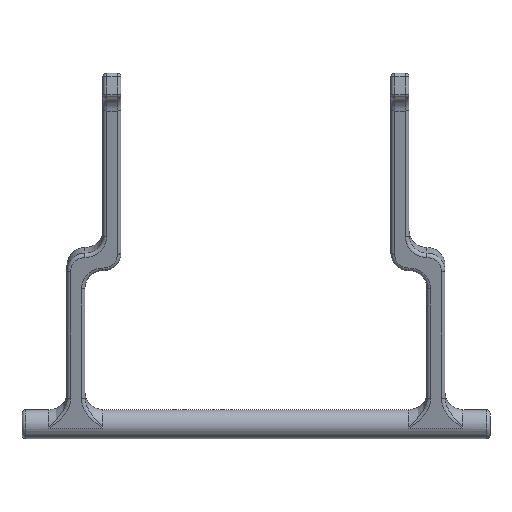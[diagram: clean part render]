
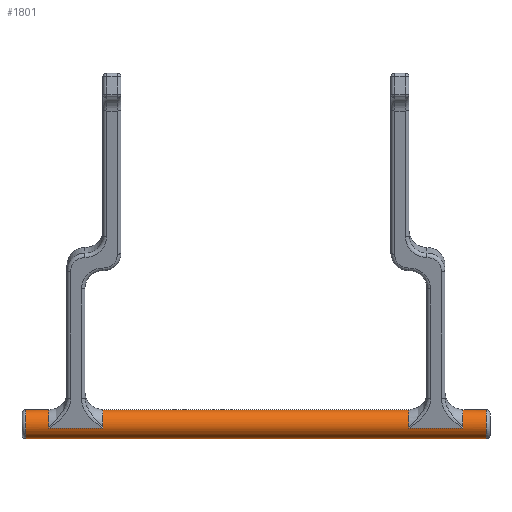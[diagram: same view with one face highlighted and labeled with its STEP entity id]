
A CAD part, left-side view. The second image highlights one B-rep face of the part: STEP entity #1801.
In plain terms, the highlighted cylindrical face has radius 4 mm (diameter 8 mm), a full revolution.
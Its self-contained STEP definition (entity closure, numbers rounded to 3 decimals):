
#153=CIRCLE('',#2003,4.);
#154=CIRCLE('',#2004,4.);
#155=CIRCLE('',#2006,4.);
#156=CIRCLE('',#2007,4.);
#157=CIRCLE('',#2008,4.);
#158=CIRCLE('',#2009,4.);
#159=CIRCLE('',#2010,4.);
#160=CIRCLE('',#2011,4.);
#161=CIRCLE('',#2012,4.);
#162=CIRCLE('',#2013,4.);
#163=CIRCLE('',#2014,4.);
#164=CIRCLE('',#2015,4.);
#255=CYLINDRICAL_SURFACE('',#2005,4.);
#335=FACE_OUTER_BOUND('',#457,.T.);
#457=EDGE_LOOP('',(#1396,#1397,#1398,#1399,#1400,#1401,#1402,#1403,#1404,
#1405,#1406,#1407,#1408,#1409,#1410,#1411,#1412,#1413,#1414,#1415,#1416,
#1417));
#582=LINE('',#3368,#690);
#583=LINE('',#3380,#691);
#584=LINE('',#3384,#692);
#585=LINE('',#3388,#693);
#586=LINE('',#3393,#694);
#587=LINE('',#3398,#695);
#588=LINE('',#3403,#696);
#690=VECTOR('',#2433,10.);
#691=VECTOR('',#2448,4.);
#692=VECTOR('',#2451,10.);
#693=VECTOR('',#2454,4.);
#694=VECTOR('',#2459,4.);
#695=VECTOR('',#2466,10.);
#696=VECTOR('',#2471,10.);
#779=VERTEX_POINT('',#2944);
#795=VERTEX_POINT('',#3072);
#811=VERTEX_POINT('',#3206);
#814=VERTEX_POINT('',#3297);
#826=VERTEX_POINT('',#3373);
#827=VERTEX_POINT('',#3375);
#828=VERTEX_POINT('',#3379);
#829=VERTEX_POINT('',#3381);
#830=VERTEX_POINT('',#3383);
#831=VERTEX_POINT('',#3385);
#832=VERTEX_POINT('',#3387);
#833=VERTEX_POINT('',#3390);
#834=VERTEX_POINT('',#3392);
#835=VERTEX_POINT('',#3394);
#836=VERTEX_POINT('',#3400);
#837=VERTEX_POINT('',#3402);
#1031=EDGE_CURVE('',#814,#779,#582,.T.);
#1034=EDGE_CURVE('',#826,#827,#153,.T.);
#1035=EDGE_CURVE('',#827,#826,#154,.T.);
#1036=EDGE_CURVE('',#827,#828,#583,.T.);
#1037=EDGE_CURVE('',#829,#828,#155,.T.);
#1038=EDGE_CURVE('',#829,#830,#584,.T.);
#1039=EDGE_CURVE('',#831,#830,#156,.T.);
#1040=EDGE_CURVE('',#831,#832,#585,.T.);
#1041=EDGE_CURVE('',#779,#832,#157,.T.);
#1042=EDGE_CURVE('',#833,#814,#158,.T.);
#1043=EDGE_CURVE('',#833,#834,#586,.T.);
#1044=EDGE_CURVE('',#835,#834,#159,.T.);
#1045=EDGE_CURVE('',#834,#835,#160,.T.);
#1046=EDGE_CURVE('',#795,#833,#161,.T.);
#1047=EDGE_CURVE('',#795,#811,#587,.T.);
#1048=EDGE_CURVE('',#832,#811,#162,.T.);
#1049=EDGE_CURVE('',#836,#831,#163,.T.);
#1050=EDGE_CURVE('',#837,#836,#588,.T.);
#1051=EDGE_CURVE('',#828,#837,#164,.T.);
#1396=ORIENTED_EDGE('',*,*,#1035,.F.);
#1397=ORIENTED_EDGE('',*,*,#1036,.T.);
#1398=ORIENTED_EDGE('',*,*,#1037,.F.);
#1399=ORIENTED_EDGE('',*,*,#1038,.T.);
#1400=ORIENTED_EDGE('',*,*,#1039,.F.);
#1401=ORIENTED_EDGE('',*,*,#1040,.T.);
#1402=ORIENTED_EDGE('',*,*,#1041,.F.);
#1403=ORIENTED_EDGE('',*,*,#1031,.F.);
#1404=ORIENTED_EDGE('',*,*,#1042,.F.);
#1405=ORIENTED_EDGE('',*,*,#1043,.T.);
#1406=ORIENTED_EDGE('',*,*,#1044,.F.);
#1407=ORIENTED_EDGE('',*,*,#1045,.F.);
#1408=ORIENTED_EDGE('',*,*,#1043,.F.);
#1409=ORIENTED_EDGE('',*,*,#1046,.F.);
#1410=ORIENTED_EDGE('',*,*,#1047,.T.);
#1411=ORIENTED_EDGE('',*,*,#1048,.F.);
#1412=ORIENTED_EDGE('',*,*,#1040,.F.);
#1413=ORIENTED_EDGE('',*,*,#1049,.F.);
#1414=ORIENTED_EDGE('',*,*,#1050,.F.);
#1415=ORIENTED_EDGE('',*,*,#1051,.F.);
#1416=ORIENTED_EDGE('',*,*,#1036,.F.);
#1417=ORIENTED_EDGE('',*,*,#1034,.F.);
#1801=ADVANCED_FACE('',(#335),#255,.T.);
#2003=AXIS2_PLACEMENT_3D('',#3376,#2442,#2443);
#2004=AXIS2_PLACEMENT_3D('',#3377,#2444,#2445);
#2005=AXIS2_PLACEMENT_3D('',#3378,#2446,#2447);
#2006=AXIS2_PLACEMENT_3D('',#3382,#2449,#2450);
#2007=AXIS2_PLACEMENT_3D('',#3386,#2452,#2453);
#2008=AXIS2_PLACEMENT_3D('',#3389,#2455,#2456);
#2009=AXIS2_PLACEMENT_3D('',#3391,#2457,#2458);
#2010=AXIS2_PLACEMENT_3D('',#3395,#2460,#2461);
#2011=AXIS2_PLACEMENT_3D('',#3396,#2462,#2463);
#2012=AXIS2_PLACEMENT_3D('',#3397,#2464,#2465);
#2013=AXIS2_PLACEMENT_3D('',#3399,#2467,#2468);
#2014=AXIS2_PLACEMENT_3D('',#3401,#2469,#2470);
#2015=AXIS2_PLACEMENT_3D('',#3404,#2472,#2473);
#2433=DIRECTION('',(0.,-1.,0.));
#2442=DIRECTION('center_axis',(0.,-1.,0.));
#2443=DIRECTION('ref_axis',(1.,0.,0.));
#2444=DIRECTION('center_axis',(0.,-1.,0.));
#2445=DIRECTION('ref_axis',(1.,0.,0.));
#2446=DIRECTION('center_axis',(0.,1.,0.));
#2447=DIRECTION('ref_axis',(1.,0.,0.));
#2448=DIRECTION('',(0.,1.,0.));
#2449=DIRECTION('center_axis',(0.,1.,0.));
#2450=DIRECTION('ref_axis',(-0.259,0.,0.966));
#2451=DIRECTION('',(0.,1.,0.));
#2452=DIRECTION('center_axis',(0.,-1.,0.));
#2453=DIRECTION('ref_axis',(-0.259,0.,0.966));
#2454=DIRECTION('',(0.,1.,0.));
#2455=DIRECTION('center_axis',(0.,1.,0.));
#2456=DIRECTION('ref_axis',(-0.259,0.,0.966));
#2457=DIRECTION('center_axis',(0.,-1.,0.));
#2458=DIRECTION('ref_axis',(-0.259,0.,0.966));
#2459=DIRECTION('',(0.,1.,0.));
#2460=DIRECTION('center_axis',(0.,1.,0.));
#2461=DIRECTION('ref_axis',(-1.,0.,0.));
#2462=DIRECTION('center_axis',(0.,1.,0.));
#2463=DIRECTION('ref_axis',(-1.,0.,0.));
#2464=DIRECTION('center_axis',(0.,-1.,0.));
#2465=DIRECTION('ref_axis',(-0.259,0.,0.966));
#2466=DIRECTION('',(0.,-1.,0.));
#2467=DIRECTION('center_axis',(0.,1.,0.));
#2468=DIRECTION('ref_axis',(-0.259,0.,0.966));
#2469=DIRECTION('center_axis',(0.,-1.,0.));
#2470=DIRECTION('ref_axis',(-0.259,0.,0.966));
#2471=DIRECTION('',(0.,1.,0.));
#2472=DIRECTION('center_axis',(0.,1.,0.));
#2473=DIRECTION('ref_axis',(-0.259,0.,0.966));
#2944=CARTESIAN_POINT('',(-3.864,102.5,-1.035));
#3072=CARTESIAN_POINT('',(3.864,117.5,1.035));
#3206=CARTESIAN_POINT('',(3.864,102.5,1.035));
#3297=CARTESIAN_POINT('',(-3.864,117.5,-1.035));
#3368=CARTESIAN_POINT('',(-3.864,112.5,-1.035));
#3373=CARTESIAN_POINT('',(0.,-4.,4.));
#3375=CARTESIAN_POINT('',(-4.,-4.,0.));
#3376=CARTESIAN_POINT('Origin',(0.,-4.,0.));
#3377=CARTESIAN_POINT('Origin',(0.,-4.,0.));
#3378=CARTESIAN_POINT('Origin',(0.,120.,0.));
#3379=CARTESIAN_POINT('',(-4.,2.5,0.));
#3380=CARTESIAN_POINT('',(-4.,120.,0.));
#3381=CARTESIAN_POINT('',(-3.864,2.5,-1.035));
#3382=CARTESIAN_POINT('Origin',(0.,2.5,0.));
#3383=CARTESIAN_POINT('',(-3.864,17.5,-1.035));
#3384=CARTESIAN_POINT('',(-3.864,7.5,-1.035));
#3385=CARTESIAN_POINT('',(-4.,17.5,0.));
#3386=CARTESIAN_POINT('Origin',(0.,17.5,0.));
#3387=CARTESIAN_POINT('',(-4.,102.5,0.));
#3388=CARTESIAN_POINT('',(-4.,120.,0.));
#3389=CARTESIAN_POINT('Origin',(0.,102.5,0.));
#3390=CARTESIAN_POINT('',(-4.,117.5,0.));
#3391=CARTESIAN_POINT('Origin',(0.,117.5,0.));
#3392=CARTESIAN_POINT('',(-4.,124.,0.));
#3393=CARTESIAN_POINT('',(-4.,120.,0.));
#3394=CARTESIAN_POINT('',(0.,124.,-4.));
#3395=CARTESIAN_POINT('Origin',(0.,124.,0.));
#3396=CARTESIAN_POINT('Origin',(0.,124.,0.));
#3397=CARTESIAN_POINT('Origin',(0.,117.5,0.));
#3398=CARTESIAN_POINT('',(3.864,112.5,1.035));
#3399=CARTESIAN_POINT('Origin',(0.,102.5,0.));
#3400=CARTESIAN_POINT('',(3.864,17.5,1.035));
#3401=CARTESIAN_POINT('Origin',(0.,17.5,0.));
#3402=CARTESIAN_POINT('',(3.864,2.5,1.035));
#3403=CARTESIAN_POINT('',(3.864,7.5,1.035));
#3404=CARTESIAN_POINT('Origin',(0.,2.5,0.));
